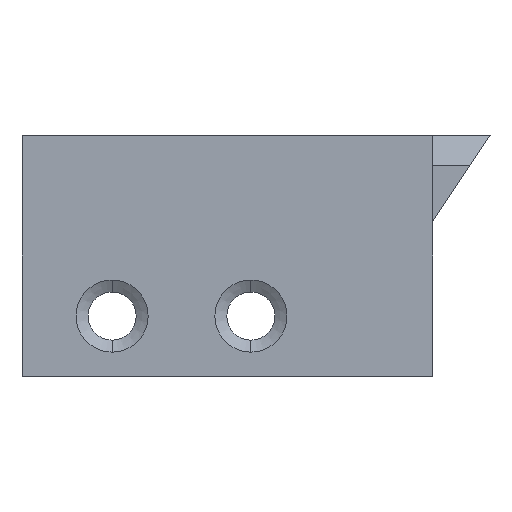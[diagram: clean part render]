
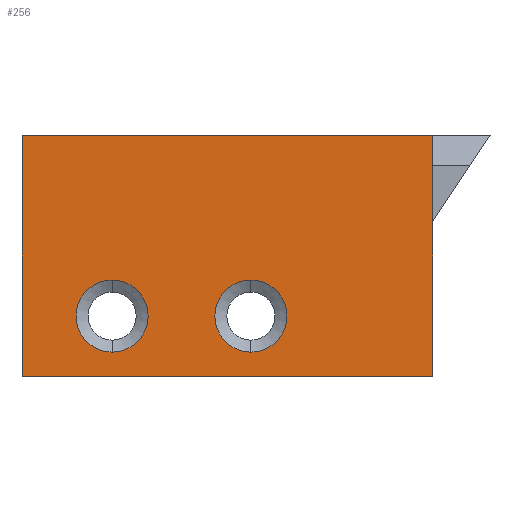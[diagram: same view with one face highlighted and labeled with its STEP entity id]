
A CAD part, front view. The second image highlights one B-rep face of the part: STEP entity #256.
In plain terms, the highlighted planar face has unit normal (0, -1, 0).
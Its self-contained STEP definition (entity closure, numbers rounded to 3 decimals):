
#174 = LINE ( 'NONE', #2087, #2123 ) ;
#229 = ORIENTED_EDGE ( 'NONE', *, *, #2483, .F. ) ;
#240 = AXIS2_PLACEMENT_3D ( 'NONE', #3250, #1279, #2363 ) ;
#256 = ADVANCED_FACE ( 'NONE', ( #1791, #3175, #468 ), #2308, .F. ) ;
#310 = DIRECTION ( 'NONE',  ( 0., 0., -1. ) ) ;
#353 = CIRCLE ( 'NONE', #240, 1.2 ) ;
#356 = DIRECTION ( 'NONE',  ( 0., 0., -1. ) ) ;
#468 = FACE_OUTER_BOUND ( 'NONE', #1465, .T. ) ;
#488 = CARTESIAN_POINT ( 'NONE',  ( 13.442, -1.165, 3. ) ) ;
#539 = EDGE_CURVE ( 'NONE', #1025, #1679, #2744, .T. ) ;
#619 = VERTEX_POINT ( 'NONE', #929 ) ;
#625 = EDGE_LOOP ( 'NONE', ( #229, #2085 ) ) ;
#693 = VERTEX_POINT ( 'NONE', #2565 ) ;
#697 = AXIS2_PLACEMENT_3D ( 'NONE', #3327, #2250, #356 ) ;
#882 = LINE ( 'NONE', #1968, #2807 ) ;
#929 = CARTESIAN_POINT ( 'NONE',  ( -4.04, -1.165, -1.8 ) ) ;
#937 = ORIENTED_EDGE ( 'NONE', *, *, #1233, .F. ) ;
#954 = DIRECTION ( 'NONE',  ( -1., 0., 0. ) ) ;
#993 = DIRECTION ( 'NONE',  ( -1., 0., 0. ) ) ;
#1010 = VERTEX_POINT ( 'NONE', #2038 ) ;
#1025 = VERTEX_POINT ( 'NONE', #1754 ) ;
#1162 = ORIENTED_EDGE ( 'NONE', *, *, #2797, .F. ) ;
#1233 = EDGE_CURVE ( 'NONE', #693, #3184, #1660, .T. ) ;
#1270 = DIRECTION ( 'NONE',  ( 1., 0., 0. ) ) ;
#1279 = DIRECTION ( 'NONE',  ( 0., -1., 0. ) ) ;
#1465 = EDGE_LOOP ( 'NONE', ( #937, #1162, #1870, #3347 ) ) ;
#1469 = EDGE_CURVE ( 'NONE', #619, #2877, #2349, .T. ) ;
#1537 = EDGE_CURVE ( 'NONE', #1010, #1635, #174, .T. ) ;
#1635 = VERTEX_POINT ( 'NONE', #2157 ) ;
#1660 = LINE ( 'NONE', #2684, #3498 ) ;
#1666 = AXIS2_PLACEMENT_3D ( 'NONE', #3415, #3204, #1786 ) ;
#1679 = VERTEX_POINT ( 'NONE', #2677 ) ;
#1754 = CARTESIAN_POINT ( 'NONE',  ( 0.581, -1.165, -4.2 ) ) ;
#1786 = DIRECTION ( 'NONE',  ( 0., 0., -1. ) ) ;
#1791 = FACE_BOUND ( 'NONE', #625, .T. ) ;
#1870 = ORIENTED_EDGE ( 'NONE', *, *, #1537, .F. ) ;
#1968 = CARTESIAN_POINT ( 'NONE',  ( 6.628, -1.165, 3. ) ) ;
#1995 = EDGE_CURVE ( 'NONE', #1679, #1025, #2975, .T. ) ;
#2038 = CARTESIAN_POINT ( 'NONE',  ( -7.04, -1.165, 3. ) ) ;
#2085 = ORIENTED_EDGE ( 'NONE', *, *, #1469, .F. ) ;
#2087 = CARTESIAN_POINT ( 'NONE',  ( 3.04, -1.165, 3. ) ) ;
#2123 = VECTOR ( 'NONE', #1270, 1000. ) ;
#2157 = CARTESIAN_POINT ( 'NONE',  ( 6.628, -1.165, 3. ) ) ;
#2250 = DIRECTION ( 'NONE',  ( 0., -1., 0. ) ) ;
#2295 = DIRECTION ( 'NONE',  ( 0., 0., -1. ) ) ;
#2296 = EDGE_LOOP ( 'NONE', ( #2558, #3297 ) ) ;
#2308 = PLANE ( 'NONE',  #2514 ) ;
#2321 = EDGE_CURVE ( 'NONE', #1010, #3184, #2870, .T. ) ;
#2349 = CIRCLE ( 'NONE', #1666, 1.2 ) ;
#2363 = DIRECTION ( 'NONE',  ( 0., 0., -1. ) ) ;
#2443 = DIRECTION ( 'NONE',  ( 0., 0., -1. ) ) ;
#2483 = EDGE_CURVE ( 'NONE', #2877, #619, #353, .T. ) ;
#2508 = CARTESIAN_POINT ( 'NONE',  ( -7.04, -1.165, -5. ) ) ;
#2514 = AXIS2_PLACEMENT_3D ( 'NONE', #488, #3420, #954 ) ;
#2558 = ORIENTED_EDGE ( 'NONE', *, *, #539, .F. ) ;
#2565 = CARTESIAN_POINT ( 'NONE',  ( 6.628, -1.165, -5. ) ) ;
#2673 = DIRECTION ( 'NONE',  ( 0., -1., 0. ) ) ;
#2677 = CARTESIAN_POINT ( 'NONE',  ( 0.581, -1.165, -1.8 ) ) ;
#2684 = CARTESIAN_POINT ( 'NONE',  ( 7.581, -1.165, -5. ) ) ;
#2744 = CIRCLE ( 'NONE', #697, 1.2 ) ;
#2797 = EDGE_CURVE ( 'NONE', #1635, #693, #882, .T. ) ;
#2803 = AXIS2_PLACEMENT_3D ( 'NONE', #3481, #2673, #2443 ) ;
#2807 = VECTOR ( 'NONE', #310, 1000. ) ;
#2870 = LINE ( 'NONE', #3423, #3209 ) ;
#2877 = VERTEX_POINT ( 'NONE', #3185 ) ;
#2975 = CIRCLE ( 'NONE', #2803, 1.2 ) ;
#3175 = FACE_BOUND ( 'NONE', #2296, .T. ) ;
#3184 = VERTEX_POINT ( 'NONE', #2508 ) ;
#3185 = CARTESIAN_POINT ( 'NONE',  ( -4.04, -1.165, -4.2 ) ) ;
#3204 = DIRECTION ( 'NONE',  ( 0., -1., 0. ) ) ;
#3209 = VECTOR ( 'NONE', #2295, 1000. ) ;
#3250 = CARTESIAN_POINT ( 'NONE',  ( -4.04, -1.165, -3. ) ) ;
#3297 = ORIENTED_EDGE ( 'NONE', *, *, #1995, .F. ) ;
#3327 = CARTESIAN_POINT ( 'NONE',  ( 0.581, -1.165, -3. ) ) ;
#3347 = ORIENTED_EDGE ( 'NONE', *, *, #2321, .T. ) ;
#3415 = CARTESIAN_POINT ( 'NONE',  ( -4.04, -1.165, -3. ) ) ;
#3420 = DIRECTION ( 'NONE',  ( 0., 1., 0. ) ) ;
#3423 = CARTESIAN_POINT ( 'NONE',  ( -7.04, -1.165, -5. ) ) ;
#3481 = CARTESIAN_POINT ( 'NONE',  ( 0.581, -1.165, -3. ) ) ;
#3498 = VECTOR ( 'NONE', #993, 1000. ) ;
